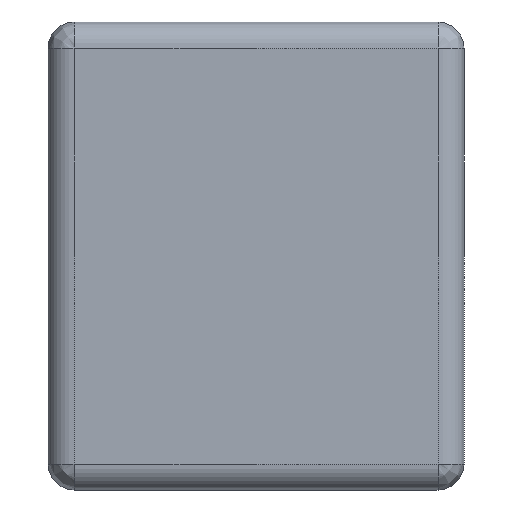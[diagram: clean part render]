
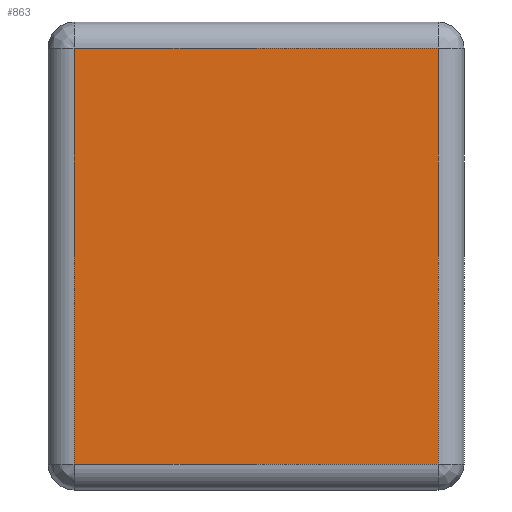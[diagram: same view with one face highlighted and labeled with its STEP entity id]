
A CAD part, left-side view. The second image highlights one B-rep face of the part: STEP entity #863.
In plain terms, the highlighted planar face has unit normal (-1, 0, 0).
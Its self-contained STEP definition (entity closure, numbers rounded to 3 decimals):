
#37 = LINE ( 'NONE', #285, #1285 ) ;
#263 = DIRECTION ( 'NONE',  ( -1., 0., 0. ) ) ;
#285 = CARTESIAN_POINT ( 'NONE',  ( -0.8, 0.35, 0.45 ) ) ;
#369 = AXIS2_PLACEMENT_3D ( 'NONE', #1571, #263, #972 ) ;
#487 = EDGE_CURVE ( 'NONE', #2645, #1738, #2142, .T. ) ;
#518 = CARTESIAN_POINT ( 'NONE',  ( -0.8, 0.35, 0.85 ) ) ;
#561 = DIRECTION ( 'NONE',  ( 0., -1., 0. ) ) ;
#742 = EDGE_CURVE ( 'NONE', #1738, #1058, #37, .T. ) ;
#748 = LINE ( 'NONE', #2121, #2958 ) ;
#763 = EDGE_CURVE ( 'NONE', #1058, #1090, #748, .T. ) ;
#806 = EDGE_CURVE ( 'NONE', #1090, #2645, #2693, .T. ) ;
#863 = ADVANCED_FACE ( 'NONE', ( #2176 ), #1763, .T. ) ;
#914 = CARTESIAN_POINT ( 'NONE',  ( -0.8, -0.35, 0.85 ) ) ;
#972 = DIRECTION ( 'NONE',  ( 0., 0., 1. ) ) ;
#1058 = VERTEX_POINT ( 'NONE', #518 ) ;
#1061 = DIRECTION ( 'NONE',  ( 0., 0., -1. ) ) ;
#1064 = VECTOR ( 'NONE', #1260, 1000. ) ;
#1090 = VERTEX_POINT ( 'NONE', #914 ) ;
#1205 = CARTESIAN_POINT ( 'NONE',  ( -0.8, 0.35, 0.05 ) ) ;
#1260 = DIRECTION ( 'NONE',  ( 0., 1., 0. ) ) ;
#1279 = ORIENTED_EDGE ( 'NONE', *, *, #763, .F. ) ;
#1285 = VECTOR ( 'NONE', #2162, 1000. ) ;
#1388 = ORIENTED_EDGE ( 'NONE', *, *, #742, .F. ) ;
#1512 = CARTESIAN_POINT ( 'NONE',  ( -0.8, -0.35, 0.45 ) ) ;
#1571 = CARTESIAN_POINT ( 'NONE',  ( -0.8, -0.4, 0.45 ) ) ;
#1738 = VERTEX_POINT ( 'NONE', #1205 ) ;
#1763 = PLANE ( 'NONE',  #369 ) ;
#2055 = CARTESIAN_POINT ( 'NONE',  ( -0.8, -0.35, 0.05 ) ) ;
#2121 = CARTESIAN_POINT ( 'NONE',  ( -0.8, -0.4, 0.85 ) ) ;
#2142 = LINE ( 'NONE', #2375, #1064 ) ;
#2162 = DIRECTION ( 'NONE',  ( 0., 0., 1. ) ) ;
#2166 = ORIENTED_EDGE ( 'NONE', *, *, #487, .F. ) ;
#2176 = FACE_OUTER_BOUND ( 'NONE', #2895, .T. ) ;
#2375 = CARTESIAN_POINT ( 'NONE',  ( -0.8, -0.4, 0.05 ) ) ;
#2645 = VERTEX_POINT ( 'NONE', #2055 ) ;
#2693 = LINE ( 'NONE', #1512, #2915 ) ;
#2873 = ORIENTED_EDGE ( 'NONE', *, *, #806, .F. ) ;
#2895 = EDGE_LOOP ( 'NONE', ( #2166, #2873, #1279, #1388 ) ) ;
#2915 = VECTOR ( 'NONE', #1061, 1000. ) ;
#2958 = VECTOR ( 'NONE', #561, 1000. ) ;
